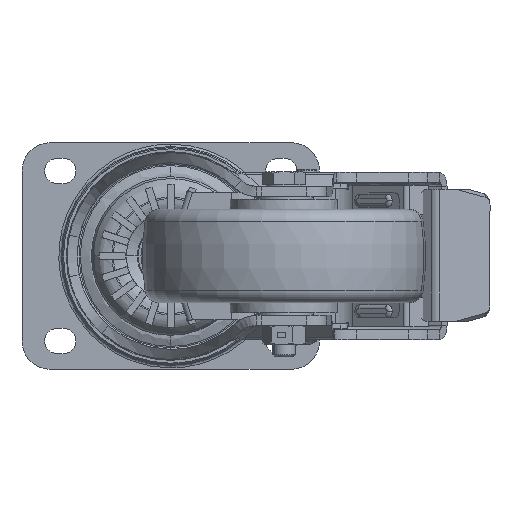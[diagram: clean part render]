
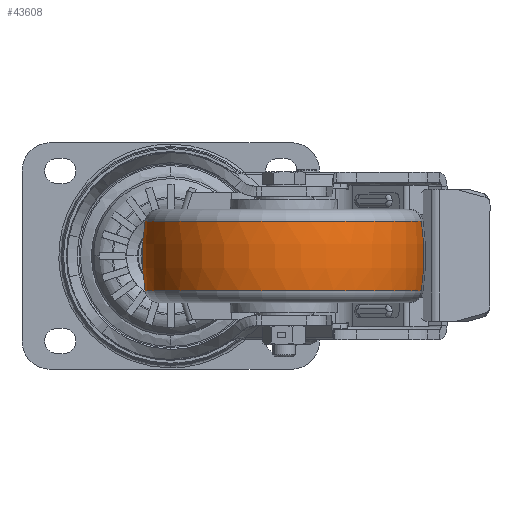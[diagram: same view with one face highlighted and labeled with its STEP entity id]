
A CAD part, front view. The second image highlights one B-rep face of the part: STEP entity #43608.
In plain terms, the highlighted toroidal (fillet/blend) face has major radius 30 mm and minor radius 80 mm.
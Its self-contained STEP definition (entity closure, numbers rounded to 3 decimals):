
#2476 = CIRCLE ( 'NONE', #37416, 49.056 ) ;
#2902 = DIRECTION ( 'NONE',  ( 0.987, -0.159, 0. ) ) ;
#3771 = DIRECTION ( 'NONE',  ( -0.987, 0.159, 0. ) ) ;
#3917 = DIRECTION ( 'NONE',  ( 0.159, 0.987, 0. ) ) ;
#4484 = VERTEX_POINT ( 'NONE', #37365 ) ;
#4564 = AXIS2_PLACEMENT_3D ( 'NONE', #34235, #34080, #2902 ) ;
#4810 = FACE_OUTER_BOUND ( 'NONE', #27381, .T. ) ;
#5881 = CARTESIAN_POINT ( 'NONE',  ( 40., -78., 0. ) ) ;
#7165 = CIRCLE ( 'NONE', #41881, 49.056 ) ;
#8530 = ORIENTED_EDGE ( 'NONE', *, *, #32635, .T. ) ;
#9124 = ORIENTED_EDGE ( 'NONE', *, *, #24592, .F. ) ;
#9690 = DIRECTION ( 'NONE',  ( 0.987, -0.159, 0. ) ) ;
#9988 = CARTESIAN_POINT ( 'NONE',  ( 40., -78., -12.255 ) ) ;
#10444 = DIRECTION ( 'NONE',  ( 0.987, -0.159, 0. ) ) ;
#10977 = AXIS2_PLACEMENT_3D ( 'NONE', #5881, #26735, #9690 ) ;
#16030 = CARTESIAN_POINT ( 'NONE',  ( 88.435, -85.779, -12.255 ) ) ;
#19871 = ORIENTED_EDGE ( 'NONE', *, *, #26075, .T. ) ;
#20397 = DIRECTION ( 'NONE',  ( 0.987, -0.159, 0. ) ) ;
#20594 = CIRCLE ( 'NONE', #4564, 80. ) ;
#21090 = DIRECTION ( 'NONE',  ( 0., 0., 1. ) ) ;
#21966 = VERTEX_POINT ( 'NONE', #24692 ) ;
#22282 = VERTEX_POINT ( 'NONE', #43240 ) ;
#24592 = EDGE_CURVE ( 'NONE', #22282, #4484, #2476, .T. ) ;
#24692 = CARTESIAN_POINT ( 'NONE',  ( -8.435, -70.22, -12.255 ) ) ;
#26075 = EDGE_CURVE ( 'NONE', #21966, #33039, #7165, .T. ) ;
#26735 = DIRECTION ( 'NONE',  ( 0., 0., 1. ) ) ;
#27381 = EDGE_LOOP ( 'NONE', ( #31510, #19871, #8530, #9124 ) ) ;
#27576 = DIRECTION ( 'NONE',  ( 0., 0., 1. ) ) ;
#28380 = TOROIDAL_SURFACE ( 'NONE', #10977, -30., 80. ) ;
#30138 = CIRCLE ( 'NONE', #38495, 80. ) ;
#31510 = ORIENTED_EDGE ( 'NONE', *, *, #39747, .F. ) ;
#32635 = EDGE_CURVE ( 'NONE', #33039, #4484, #20594, .T. ) ;
#33039 = VERTEX_POINT ( 'NONE', #16030 ) ;
#34080 = DIRECTION ( 'NONE',  ( -0.159, -0.987, 0. ) ) ;
#34235 = CARTESIAN_POINT ( 'NONE',  ( 10.38, -73.242, 0. ) ) ;
#34685 = CARTESIAN_POINT ( 'NONE',  ( 40., -78., 12.255 ) ) ;
#37365 = CARTESIAN_POINT ( 'NONE',  ( 88.435, -85.779, 12.255 ) ) ;
#37416 = AXIS2_PLACEMENT_3D ( 'NONE', #34685, #27576, #20397 ) ;
#38495 = AXIS2_PLACEMENT_3D ( 'NONE', #42451, #3917, #3771 ) ;
#39747 = EDGE_CURVE ( 'NONE', #21966, #22282, #30138, .T. ) ;
#41881 = AXIS2_PLACEMENT_3D ( 'NONE', #9988, #21090, #10444 ) ;
#42451 = CARTESIAN_POINT ( 'NONE',  ( 69.62, -82.757, 0. ) ) ;
#43240 = CARTESIAN_POINT ( 'NONE',  ( -8.435, -70.22, 12.255 ) ) ;
#43608 = ADVANCED_FACE ( 'NONE', ( #4810 ), #28380, .T. ) ;
